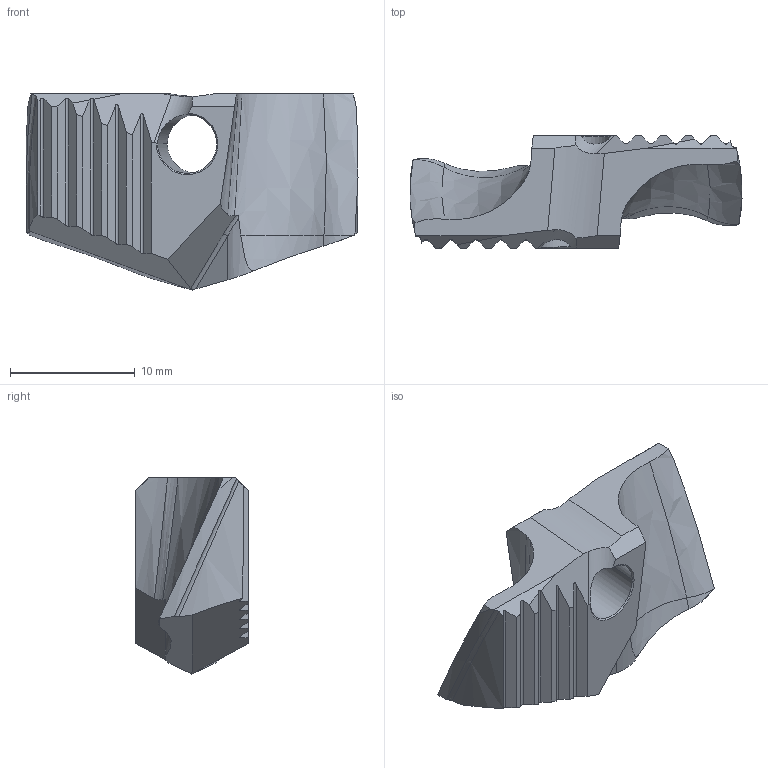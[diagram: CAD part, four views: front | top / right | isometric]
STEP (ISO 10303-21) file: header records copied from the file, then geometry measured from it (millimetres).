
FILE_DESCRIPTION((''),'2;1');
FILE_NAME('TAWNH0103T','2021-03-15T13:07:35',('tlyh01'),('PTC Japan'),'CREO PARAMETRIC BY PTC INC, 2018500','CREO PARAMETRIC BY PTC INC, 2018500','');
FILE_SCHEMA(('AUTOMOTIVE_DESIGN { 1 0 10303 214 1 1 1 1 }'));
Length unit declared in the file: millimetre
Products named in the file (1): TAWNH0103T
Bounding box: 26.57 x 9 x 15.69 mm (x, y, z)
Volume: 1631.2 mm3; surface area: 1233.8 mm2
Topology: 1 solids, 1 shells, 99 faces, 319 edges, 220 vertices
Faces by surface type: plane 54, bspline 24, cylinder 21
Entity records: 6643 total; most frequent: CARTESIAN_POINT 3199, ORIENTED_EDGE 596, PRESENTATION_STYLE_ASSIGNMENT 323, STYLED_ITEM 323, CURVE_STYLE 322, DIRECTION 322, EDGE_CURVE 298, VERTEX_POINT 199
